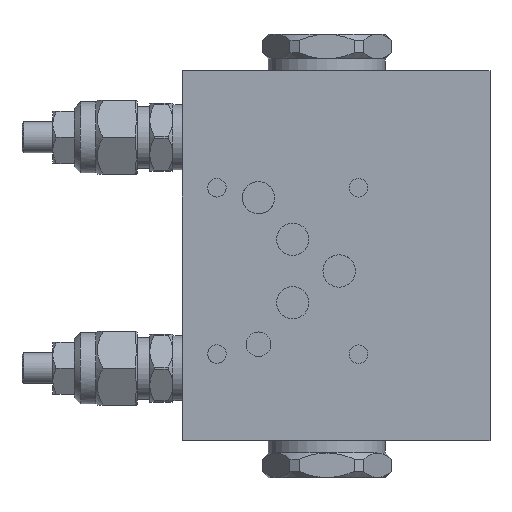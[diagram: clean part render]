
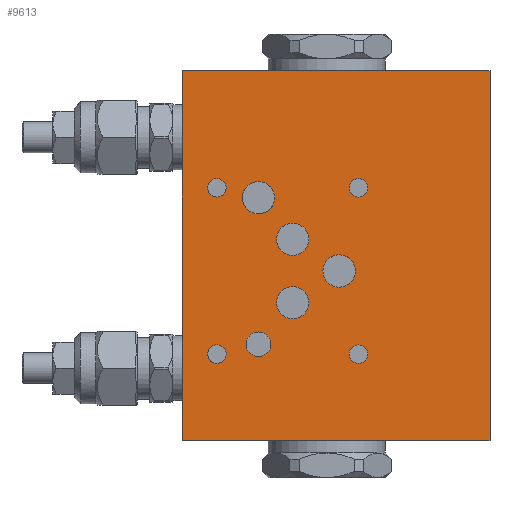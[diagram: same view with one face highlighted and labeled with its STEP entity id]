
A CAD part, top view. The second image highlights one B-rep face of the part: STEP entity #9613.
In plain terms, the highlighted planar face has unit normal (0, 0, 1).
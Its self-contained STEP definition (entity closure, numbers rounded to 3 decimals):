
#838=LINE('',#17789,#1552);
#839=LINE('',#17792,#1553);
#840=LINE('',#17794,#1554);
#841=LINE('',#17796,#1555);
#1552=VECTOR('',#14927,1000.);
#1553=VECTOR('',#14928,1000.);
#1554=VECTOR('',#14929,1000.);
#1555=VECTOR('',#14930,1000.);
#2984=ORIENTED_EDGE('',*,*,#5274,.T.);
#2985=ORIENTED_EDGE('',*,*,#5275,.T.);
#2986=ORIENTED_EDGE('',*,*,#5276,.T.);
#2987=ORIENTED_EDGE('',*,*,#5277,.T.);
#2988=ORIENTED_EDGE('',*,*,#5278,.T.);
#2989=ORIENTED_EDGE('',*,*,#5279,.T.);
#2990=ORIENTED_EDGE('',*,*,#5280,.T.);
#2991=ORIENTED_EDGE('',*,*,#5281,.T.);
#2992=ORIENTED_EDGE('',*,*,#5282,.T.);
#2993=ORIENTED_EDGE('',*,*,#5283,.T.);
#2994=ORIENTED_EDGE('',*,*,#5284,.T.);
#2995=ORIENTED_EDGE('',*,*,#5285,.T.);
#2996=ORIENTED_EDGE('',*,*,#5286,.T.);
#5274=EDGE_CURVE('',#6487,#6487,#7258,.T.);
#5275=EDGE_CURVE('',#6488,#6488,#7259,.T.);
#5276=EDGE_CURVE('',#6489,#6489,#7260,.T.);
#5277=EDGE_CURVE('',#6490,#6490,#7261,.T.);
#5278=EDGE_CURVE('',#6491,#6491,#7262,.T.);
#5279=EDGE_CURVE('',#6492,#6492,#7263,.T.);
#5280=EDGE_CURVE('',#6493,#6493,#7264,.T.);
#5281=EDGE_CURVE('',#6494,#6494,#7265,.T.);
#5282=EDGE_CURVE('',#6495,#6495,#7266,.T.);
#5283=EDGE_CURVE('',#6496,#6497,#838,.T.);
#5284=EDGE_CURVE('',#6497,#6498,#839,.T.);
#5285=EDGE_CURVE('',#6498,#6499,#840,.T.);
#5286=EDGE_CURVE('',#6499,#6496,#841,.T.);
#6487=VERTEX_POINT('',#17772);
#6488=VERTEX_POINT('',#17774);
#6489=VERTEX_POINT('',#17776);
#6490=VERTEX_POINT('',#17778);
#6491=VERTEX_POINT('',#17780);
#6492=VERTEX_POINT('',#17782);
#6493=VERTEX_POINT('',#17784);
#6494=VERTEX_POINT('',#17786);
#6495=VERTEX_POINT('',#17788);
#6496=VERTEX_POINT('',#17790);
#6497=VERTEX_POINT('',#17791);
#6498=VERTEX_POINT('',#17793);
#6499=VERTEX_POINT('',#17795);
#7258=CIRCLE('',#13441,3.);
#7259=CIRCLE('',#13442,5.25);
#7260=CIRCLE('',#13443,5.25);
#7261=CIRCLE('',#13444,5.25);
#7262=CIRCLE('',#13445,5.25);
#7263=CIRCLE('',#13446,4.);
#7264=CIRCLE('',#13447,3.);
#7265=CIRCLE('',#13448,3.);
#7266=CIRCLE('',#13449,3.);
#7628=EDGE_LOOP('',(#2984));
#7629=EDGE_LOOP('',(#2985));
#7630=EDGE_LOOP('',(#2986));
#7631=EDGE_LOOP('',(#2987));
#7632=EDGE_LOOP('',(#2988));
#7633=EDGE_LOOP('',(#2989));
#7634=EDGE_LOOP('',(#2990));
#7635=EDGE_LOOP('',(#2991));
#7636=EDGE_LOOP('',(#2992));
#7637=EDGE_LOOP('',(#2993,#2994,#2995,#2996));
#8428=FACE_BOUND('',#7628,.T.);
#8429=FACE_BOUND('',#7629,.T.);
#8430=FACE_BOUND('',#7630,.T.);
#8431=FACE_BOUND('',#7631,.T.);
#8432=FACE_BOUND('',#7632,.T.);
#8433=FACE_BOUND('',#7633,.T.);
#8434=FACE_BOUND('',#7634,.T.);
#8435=FACE_BOUND('',#7635,.T.);
#8436=FACE_BOUND('',#7636,.T.);
#8437=FACE_BOUND('',#7637,.T.);
#9163=PLANE('',#13440);
#9613=ADVANCED_FACE('',(#8428,#8429,#8430,#8431,#8432,#8433,#8434,#8435,
#8436,#8437),#9163,.T.);
#13440=AXIS2_PLACEMENT_3D('',#17770,#14907,#14908);
#13441=AXIS2_PLACEMENT_3D('',#17771,#14909,#14910);
#13442=AXIS2_PLACEMENT_3D('',#17773,#14911,#14912);
#13443=AXIS2_PLACEMENT_3D('',#17775,#14913,#14914);
#13444=AXIS2_PLACEMENT_3D('',#17777,#14915,#14916);
#13445=AXIS2_PLACEMENT_3D('',#17779,#14917,#14918);
#13446=AXIS2_PLACEMENT_3D('',#17781,#14919,#14920);
#13447=AXIS2_PLACEMENT_3D('',#17783,#14921,#14922);
#13448=AXIS2_PLACEMENT_3D('',#17785,#14923,#14924);
#13449=AXIS2_PLACEMENT_3D('',#17787,#14925,#14926);
#14907=DIRECTION('',(0.,0.,1.));
#14908=DIRECTION('',(1.,0.,0.));
#14909=DIRECTION('',(0.,0.,-1.));
#14910=DIRECTION('',(1.,0.,0.));
#14911=DIRECTION('',(0.,0.,-1.));
#14912=DIRECTION('',(1.,0.,0.));
#14913=DIRECTION('',(0.,0.,-1.));
#14914=DIRECTION('',(1.,0.,0.));
#14915=DIRECTION('',(0.,0.,-1.));
#14916=DIRECTION('',(1.,0.,0.));
#14917=DIRECTION('',(0.,0.,-1.));
#14918=DIRECTION('',(1.,0.,0.));
#14919=DIRECTION('',(0.,0.,-1.));
#14920=DIRECTION('',(1.,0.,0.));
#14921=DIRECTION('',(0.,0.,-1.));
#14922=DIRECTION('',(1.,0.,0.));
#14923=DIRECTION('',(0.,0.,-1.));
#14924=DIRECTION('',(1.,0.,0.));
#14925=DIRECTION('',(0.,0.,-1.));
#14926=DIRECTION('',(1.,0.,0.));
#14927=DIRECTION('',(1.,0.,0.));
#14928=DIRECTION('',(0.,1.,0.));
#14929=DIRECTION('',(-1.,0.,0.));
#14930=DIRECTION('',(0.,-1.,0.));
#17770=CARTESIAN_POINT('',(415.,60.,165.));
#17771=CARTESIAN_POINT('',(422.3,82.,165.));
#17772=CARTESIAN_POINT('',(419.3,82.,165.));
#17773=CARTESIAN_POINT('',(389.8,78.8,165.));
#17774=CARTESIAN_POINT('',(384.55,78.8,165.));
#17775=CARTESIAN_POINT('',(400.9,44.7,165.));
#17776=CARTESIAN_POINT('',(395.65,44.7,165.));
#17777=CARTESIAN_POINT('',(400.9,65.3,165.));
#17778=CARTESIAN_POINT('',(395.65,65.3,165.));
#17779=CARTESIAN_POINT('',(416.,55.,165.));
#17780=CARTESIAN_POINT('',(410.75,55.,165.));
#17781=CARTESIAN_POINT('',(389.8,31.2,165.));
#17782=CARTESIAN_POINT('',(385.8,31.2,165.));
#17783=CARTESIAN_POINT('',(376.3,28.,165.));
#17784=CARTESIAN_POINT('',(373.3,28.,165.));
#17785=CARTESIAN_POINT('',(422.3,28.,165.));
#17786=CARTESIAN_POINT('',(419.3,28.,165.));
#17787=CARTESIAN_POINT('',(376.3,82.,165.));
#17788=CARTESIAN_POINT('',(373.3,82.,165.));
#17789=CARTESIAN_POINT('',(415.,0.,165.));
#17790=CARTESIAN_POINT('',(365.,0.,165.));
#17791=CARTESIAN_POINT('',(465.,0.,165.));
#17792=CARTESIAN_POINT('',(465.,60.,165.));
#17793=CARTESIAN_POINT('',(465.,120.,165.));
#17794=CARTESIAN_POINT('',(415.,120.,165.));
#17795=CARTESIAN_POINT('',(365.,120.,165.));
#17796=CARTESIAN_POINT('',(365.,60.,165.));
